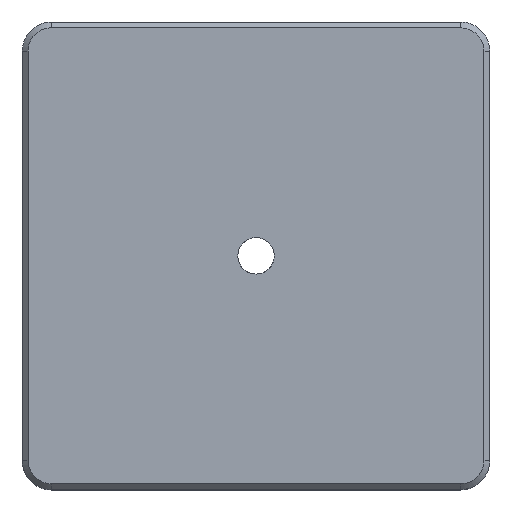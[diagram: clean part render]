
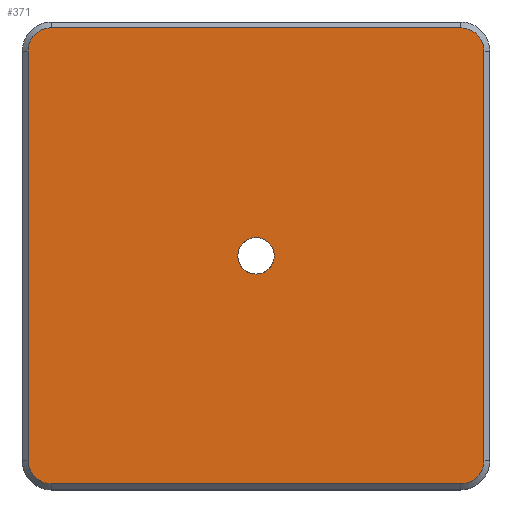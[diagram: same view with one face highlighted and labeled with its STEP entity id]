
A CAD part, top view. The second image highlights one B-rep face of the part: STEP entity #371.
In plain terms, the highlighted free-form (B-spline) face has degree [1, 1] with [2, 2] control points.
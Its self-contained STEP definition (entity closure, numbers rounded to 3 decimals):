
#24 = VERTEX_POINT('',#25);
#25 = CARTESIAN_POINT('',(6.057,95.705,14.295
    ));
#30 = EDGE_CURVE('',#24,#31,#33,.T.);
#31 = VERTEX_POINT('',#32);
#32 = CARTESIAN_POINT('',(90.859,95.705,
    14.295));
#33 = B_SPLINE_CURVE_WITH_KNOTS('',1,(#34,#35),.UNSPECIFIED.,.F.,.F.,(2,
    2),(-44.45,44.45),.PIECEWISE_BEZIER_KNOTS.);
#34 = CARTESIAN_POINT('',(6.057,95.705,14.295
    ));
#35 = CARTESIAN_POINT('',(90.859,95.705,
    14.295));
#60 = VERTEX_POINT('',#61);
#61 = CARTESIAN_POINT('',(1.211,90.859,14.295
    ));
#66 = EDGE_CURVE('',#60,#24,#67,.T.);
#67 = ( BOUNDED_CURVE() B_SPLINE_CURVE(2,(#68,#69,#70),.UNSPECIFIED.,.F.
,.F.) B_SPLINE_CURVE_WITH_KNOTS((3,3),(5.498,7.069),
.PIECEWISE_BEZIER_KNOTS.) CURVE() GEOMETRIC_REPRESENTATION_ITEM() 
RATIONAL_B_SPLINE_CURVE((1.,0.707,1.)) REPRESENTATION_ITEM('') 
  );
#68 = CARTESIAN_POINT('',(1.211,90.859,14.295
    ));
#69 = CARTESIAN_POINT('',(1.211,95.705,14.295
    ));
#70 = CARTESIAN_POINT('',(6.057,95.705,14.295
    ));
#92 = VERTEX_POINT('',#93);
#93 = CARTESIAN_POINT('',(1.211,6.057,14.295)
  );
#98 = EDGE_CURVE('',#92,#60,#99,.T.);
#99 = B_SPLINE_CURVE_WITH_KNOTS('',1,(#100,#101),.UNSPECIFIED.,.F.,.F.,(
    2,2),(-44.45,44.45),.PIECEWISE_BEZIER_KNOTS.);
#100 = CARTESIAN_POINT('',(1.211,6.057,14.295
    ));
#101 = CARTESIAN_POINT('',(1.211,90.859,
    14.295));
#120 = VERTEX_POINT('',#121);
#121 = CARTESIAN_POINT('',(6.057,1.211,14.295
    ));
#126 = EDGE_CURVE('',#120,#92,#127,.T.);
#127 = ( BOUNDED_CURVE() B_SPLINE_CURVE(2,(#128,#129,#130),
.UNSPECIFIED.,.F.,.F.) B_SPLINE_CURVE_WITH_KNOTS((3,3),(5.498,
7.069),.PIECEWISE_BEZIER_KNOTS.) CURVE() 
GEOMETRIC_REPRESENTATION_ITEM() RATIONAL_B_SPLINE_CURVE((1.,
0.707,1.)) REPRESENTATION_ITEM('') );
#128 = CARTESIAN_POINT('',(6.057,1.211,14.295
    ));
#129 = CARTESIAN_POINT('',(1.211,1.211,14.295
    ));
#130 = CARTESIAN_POINT('',(1.211,6.057,14.295
    ));
#152 = VERTEX_POINT('',#153);
#153 = CARTESIAN_POINT('',(90.859,1.211,
    14.295));
#158 = EDGE_CURVE('',#152,#120,#159,.T.);
#159 = B_SPLINE_CURVE_WITH_KNOTS('',1,(#160,#161),.UNSPECIFIED.,.F.,.F.,
  (2,2),(-44.45,44.45),.PIECEWISE_BEZIER_KNOTS.);
#160 = CARTESIAN_POINT('',(90.859,1.211,
    14.295));
#161 = CARTESIAN_POINT('',(6.057,1.211,14.295
    ));
#180 = VERTEX_POINT('',#181);
#181 = CARTESIAN_POINT('',(95.705,6.057,
    14.295));
#186 = EDGE_CURVE('',#180,#152,#187,.T.);
#187 = ( BOUNDED_CURVE() B_SPLINE_CURVE(2,(#188,#189,#190),
.UNSPECIFIED.,.F.,.F.) B_SPLINE_CURVE_WITH_KNOTS((3,3),(5.498,
7.069),.PIECEWISE_BEZIER_KNOTS.) CURVE() 
GEOMETRIC_REPRESENTATION_ITEM() RATIONAL_B_SPLINE_CURVE((1.,
0.707,1.)) REPRESENTATION_ITEM('') );
#188 = CARTESIAN_POINT('',(95.705,6.057,
    14.295));
#189 = CARTESIAN_POINT('',(95.705,1.211,
    14.295));
#190 = CARTESIAN_POINT('',(90.859,1.211,
    14.295));
#212 = VERTEX_POINT('',#213);
#213 = CARTESIAN_POINT('',(95.705,90.859,
    14.295));
#218 = EDGE_CURVE('',#212,#180,#219,.T.);
#219 = B_SPLINE_CURVE_WITH_KNOTS('',1,(#220,#221),.UNSPECIFIED.,.F.,.F.,
  (2,2),(-44.45,44.45),.PIECEWISE_BEZIER_KNOTS.);
#220 = CARTESIAN_POINT('',(95.705,90.859,
    14.295));
#221 = CARTESIAN_POINT('',(95.705,6.057,
    14.295));
#238 = EDGE_CURVE('',#31,#212,#239,.T.);
#239 = ( BOUNDED_CURVE() B_SPLINE_CURVE(2,(#240,#241,#242),
.UNSPECIFIED.,.F.,.F.) B_SPLINE_CURVE_WITH_KNOTS((3,3),(5.498,
7.069),.PIECEWISE_BEZIER_KNOTS.) CURVE() 
GEOMETRIC_REPRESENTATION_ITEM() RATIONAL_B_SPLINE_CURVE((1.,
0.707,1.)) REPRESENTATION_ITEM('') );
#240 = CARTESIAN_POINT('',(90.859,95.705,
    14.295));
#241 = CARTESIAN_POINT('',(95.705,95.705,
    14.295));
#242 = CARTESIAN_POINT('',(95.705,90.859,
    14.295));
#371 = ADVANCED_FACE('',(#372,#382),#396,.T.);
#372 = FACE_BOUND('',#373,.T.);
#373 = EDGE_LOOP('',(#374,#375,#376,#377,#378,#379,#380,#381));
#374 = ORIENTED_EDGE('',*,*,#30,.F.);
#375 = ORIENTED_EDGE('',*,*,#66,.F.);
#376 = ORIENTED_EDGE('',*,*,#98,.F.);
#377 = ORIENTED_EDGE('',*,*,#126,.F.);
#378 = ORIENTED_EDGE('',*,*,#158,.F.);
#379 = ORIENTED_EDGE('',*,*,#186,.F.);
#380 = ORIENTED_EDGE('',*,*,#218,.F.);
#381 = ORIENTED_EDGE('',*,*,#238,.F.);
#382 = FACE_BOUND('',#383,.T.);
#383 = EDGE_LOOP('',(#384));
#384 = ORIENTED_EDGE('',*,*,#385,.T.);
#385 = EDGE_CURVE('',#386,#386,#388,.T.);
#386 = VERTEX_POINT('',#387);
#387 = CARTESIAN_POINT('',(48.458,44.679,
    14.295));
#388 = ( BOUNDED_CURVE() B_SPLINE_CURVE(2,(#389,#390,#391,#392,#393,#394
,#395),.UNSPECIFIED.,.T.,.F.) B_SPLINE_CURVE_WITH_KNOTS((3,2,2,3),(
    3.142,5.236,7.33,9.425),
.PIECEWISE_BEZIER_KNOTS.) CURVE() GEOMETRIC_REPRESENTATION_ITEM() 
RATIONAL_B_SPLINE_CURVE((1.,0.5,1.,0.5,1.,0.5,1.)) REPRESENTATION_ITEM(
  '') );
#389 = CARTESIAN_POINT('',(48.458,44.679,
    14.295));
#390 = CARTESIAN_POINT('',(41.912,44.679,
    14.295));
#391 = CARTESIAN_POINT('',(45.185,50.348,
    14.295));
#392 = CARTESIAN_POINT('',(48.458,56.018,
    14.295));
#393 = CARTESIAN_POINT('',(51.732,50.348,
    14.295));
#394 = CARTESIAN_POINT('',(55.005,44.679,
    14.295));
#395 = CARTESIAN_POINT('',(48.458,44.679,
    14.295));
#396 = B_SPLINE_SURFACE_WITH_KNOTS('',1,1,(
    (#397,#398)
    ,(#399,#400
    )),.UNSPECIFIED.,.F.,.F.,.F.,(2,2),(2,2),(-49.53,49.53),(-49.53,
    49.53),.PIECEWISE_BEZIER_KNOTS.);
#397 = CARTESIAN_POINT('',(95.705,1.211,
    14.295));
#398 = CARTESIAN_POINT('',(1.211,1.211,14.295
    ));
#399 = CARTESIAN_POINT('',(95.705,95.705,
    14.295));
#400 = CARTESIAN_POINT('',(1.211,95.705,
    14.295));
